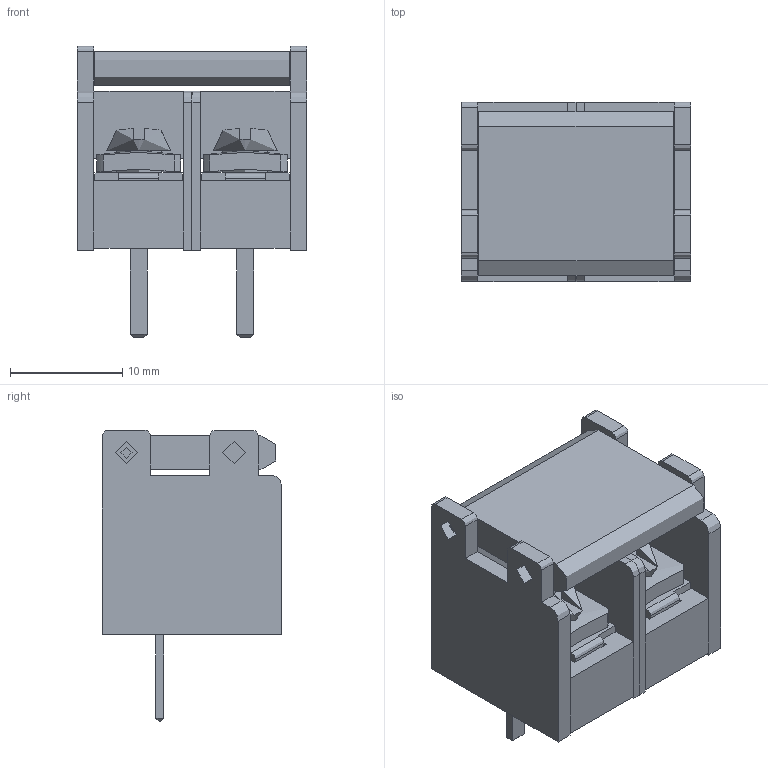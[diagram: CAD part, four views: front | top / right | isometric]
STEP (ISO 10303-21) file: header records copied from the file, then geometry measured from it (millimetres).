
FILE_DESCRIPTION(('FreeCAD Model'),'2;1');
FILE_NAME('Open CASCADE Shape Model','2022-01-06T20:45:51',('Author'),( ''),'Open CASCADE STEP processor 7.4','FreeCAD','Unknown');
FILE_SCHEMA(('AUTOMOTIVE_DESIGN { 1 0 10303 214 1 1 1 1 }'));
Length unit declared in the file: millimetre
Products named in the file (12): HB9500x02; LeftAsm; LCS_Origin; BodyLeft; Body; LCS_BodyLeft; CoverAxisL; RightAsm; BodyRight; Cover
Assembly tree (14 placements, depth 3):
  HB9500x02
    LeftAsm
      LCS_Origin
      BodyLeft
      Body
      Body
      Body
      LCS_BodyLeft
      CoverAxisL
    RightAsm
      BodyRight
      Body
      Body
      Body
    Cover
Bounding box: 20.5 x 16 x 26 mm (x, y, z)
Volume: 2930.4 mm3; surface area: 5234.6 mm2
Topology: 9 solids, 9 shells, 271 faces, 711 edges, 448 vertices
Faces by surface type: plane 223, cylinder 40, revolution 6, cone 2
Full cylindrical faces by diameter (mm): 1 x2, 2 x4, 4 x6, 4.2 x2
Entity records: 8003 total; most frequent: CARTESIAN_POINT 2434, ORIENTED_EDGE 1124, DIRECTION 1050, EDGE_CURVE 562, LINE 473, VECTOR 473, VERTEX_POINT 353, AXIS2_PLACEMENT_3D 287
